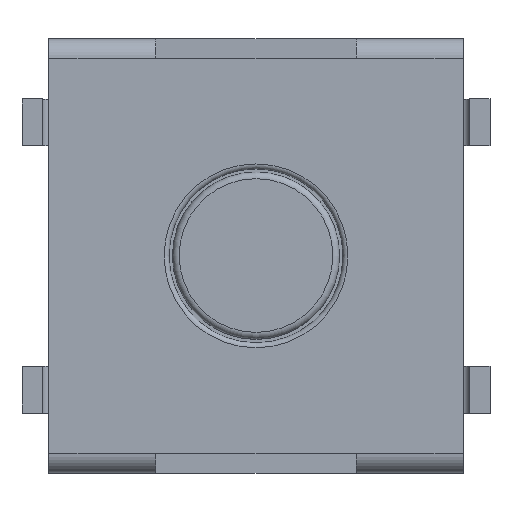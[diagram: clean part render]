
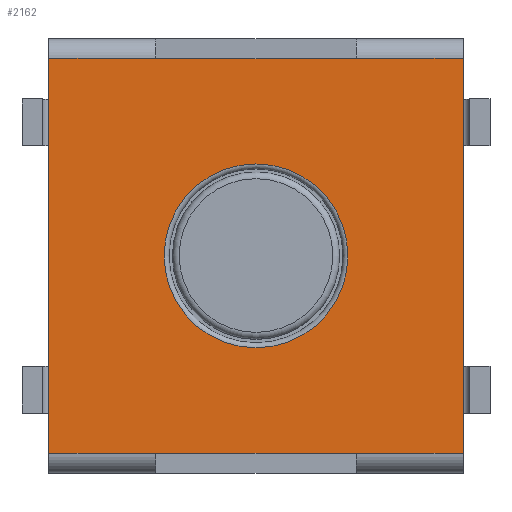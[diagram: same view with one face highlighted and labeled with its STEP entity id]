
A CAD part, top view. The second image highlights one B-rep face of the part: STEP entity #2162.
In plain terms, the highlighted planar face has unit normal (0, 0, 1).
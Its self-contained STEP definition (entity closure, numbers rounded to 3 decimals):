
#1189 = VERTEX_POINT('',#1190);
#1190 = CARTESIAN_POINT('',(3.1,2.953,2.7));
#1197 = EDGE_CURVE('',#1198,#1189,#1200,.T.);
#1198 = VERTEX_POINT('',#1199);
#1199 = CARTESIAN_POINT('',(3.1,-2.953,2.7));
#1200 = LINE('',#1201,#1202);
#1201 = CARTESIAN_POINT('',(3.1,2.95,2.7));
#1202 = VECTOR('',#1203,1.);
#1203 = DIRECTION('',(0.,1.,0.));
#1676 = VERTEX_POINT('',#1677);
#1677 = CARTESIAN_POINT('',(-3.1,-2.953,2.7));
#1684 = EDGE_CURVE('',#1685,#1676,#1687,.T.);
#1685 = VERTEX_POINT('',#1686);
#1686 = CARTESIAN_POINT('',(-3.1,2.953,2.7));
#1687 = LINE('',#1688,#1689);
#1688 = CARTESIAN_POINT('',(-3.1,-2.95,2.7));
#1689 = VECTOR('',#1690,1.);
#1690 = DIRECTION('',(0.,-1.,0.));
#2117 = VERTEX_POINT('',#2118);
#2118 = CARTESIAN_POINT('',(1.5,-2.953,2.7));
#2127 = EDGE_CURVE('',#2117,#1198,#2128,.T.);
#2128 = LINE('',#2129,#2130);
#2129 = CARTESIAN_POINT('',(1.5,-2.953,2.7));
#2130 = VECTOR('',#2131,1.);
#2131 = DIRECTION('',(1.,0.,0.));
#2142 = VERTEX_POINT('',#2143);
#2143 = CARTESIAN_POINT('',(1.5,2.953,2.7));
#2152 = EDGE_CURVE('',#2142,#1189,#2153,.T.);
#2153 = LINE('',#2154,#2155);
#2154 = CARTESIAN_POINT('',(1.5,2.953,2.7));
#2155 = VECTOR('',#2156,1.);
#2156 = DIRECTION('',(1.,0.,0.));
#2162 = ADVANCED_FACE('',(#2163,#2229),#2240,.T.);
#2163 = FACE_BOUND('',#2164,.T.);
#2164 = EDGE_LOOP('',(#2165,#2166,#2167,#2175,#2183,#2191,#2197,#2198,
#2206,#2214,#2222,#2228));
#2165 = ORIENTED_EDGE('',*,*,#1197,.T.);
#2166 = ORIENTED_EDGE('',*,*,#2152,.F.);
#2167 = ORIENTED_EDGE('',*,*,#2168,.F.);
#2168 = EDGE_CURVE('',#2169,#2142,#2171,.T.);
#2169 = VERTEX_POINT('',#2170);
#2170 = CARTESIAN_POINT('',(1.5,2.95,2.7));
#2171 = LINE('',#2172,#2173);
#2172 = CARTESIAN_POINT('',(1.5,2.95,2.7));
#2173 = VECTOR('',#2174,1.);
#2174 = DIRECTION('',(0.,1.,0.));
#2175 = ORIENTED_EDGE('',*,*,#2176,.T.);
#2176 = EDGE_CURVE('',#2169,#2177,#2179,.T.);
#2177 = VERTEX_POINT('',#2178);
#2178 = CARTESIAN_POINT('',(-1.5,2.95,2.7));
#2179 = LINE('',#2180,#2181);
#2180 = CARTESIAN_POINT('',(3.1,2.95,2.7));
#2181 = VECTOR('',#2182,1.);
#2182 = DIRECTION('',(-1.,0.,0.));
#2183 = ORIENTED_EDGE('',*,*,#2184,.T.);
#2184 = EDGE_CURVE('',#2177,#2185,#2187,.T.);
#2185 = VERTEX_POINT('',#2186);
#2186 = CARTESIAN_POINT('',(-1.5,2.953,2.7));
#2187 = LINE('',#2188,#2189);
#2188 = CARTESIAN_POINT('',(-1.5,2.95,2.7));
#2189 = VECTOR('',#2190,1.);
#2190 = DIRECTION('',(0.,1.,0.));
#2191 = ORIENTED_EDGE('',*,*,#2192,.F.);
#2192 = EDGE_CURVE('',#1685,#2185,#2193,.T.);
#2193 = LINE('',#2194,#2195);
#2194 = CARTESIAN_POINT('',(-3.1,2.953,2.7));
#2195 = VECTOR('',#2196,1.);
#2196 = DIRECTION('',(1.,0.,0.));
#2197 = ORIENTED_EDGE('',*,*,#1684,.T.);
#2198 = ORIENTED_EDGE('',*,*,#2199,.T.);
#2199 = EDGE_CURVE('',#1676,#2200,#2202,.T.);
#2200 = VERTEX_POINT('',#2201);
#2201 = CARTESIAN_POINT('',(-1.5,-2.953,2.7));
#2202 = LINE('',#2203,#2204);
#2203 = CARTESIAN_POINT('',(-3.1,-2.953,2.7));
#2204 = VECTOR('',#2205,1.);
#2205 = DIRECTION('',(1.,0.,0.));
#2206 = ORIENTED_EDGE('',*,*,#2207,.F.);
#2207 = EDGE_CURVE('',#2208,#2200,#2210,.T.);
#2208 = VERTEX_POINT('',#2209);
#2209 = CARTESIAN_POINT('',(-1.5,-2.95,2.7));
#2210 = LINE('',#2211,#2212);
#2211 = CARTESIAN_POINT('',(-1.5,-2.95,2.7));
#2212 = VECTOR('',#2213,1.);
#2213 = DIRECTION('',(0.,-1.,0.));
#2214 = ORIENTED_EDGE('',*,*,#2215,.T.);
#2215 = EDGE_CURVE('',#2208,#2216,#2218,.T.);
#2216 = VERTEX_POINT('',#2217);
#2217 = CARTESIAN_POINT('',(1.5,-2.95,2.7));
#2218 = LINE('',#2219,#2220);
#2219 = CARTESIAN_POINT('',(-3.1,-2.95,2.7));
#2220 = VECTOR('',#2221,1.);
#2221 = DIRECTION('',(1.,0.,0.));
#2222 = ORIENTED_EDGE('',*,*,#2223,.T.);
#2223 = EDGE_CURVE('',#2216,#2117,#2224,.T.);
#2224 = LINE('',#2225,#2226);
#2225 = CARTESIAN_POINT('',(1.5,-2.95,2.7));
#2226 = VECTOR('',#2227,1.);
#2227 = DIRECTION('',(0.,-1.,0.));
#2228 = ORIENTED_EDGE('',*,*,#2127,.T.);
#2229 = FACE_BOUND('',#2230,.T.);
#2230 = EDGE_LOOP('',(#2231));
#2231 = ORIENTED_EDGE('',*,*,#2232,.T.);
#2232 = EDGE_CURVE('',#2233,#2233,#2235,.T.);
#2233 = VERTEX_POINT('',#2234);
#2234 = CARTESIAN_POINT('',(0.,1.375,2.7));
#2235 = CIRCLE('',#2236,1.375);
#2236 = AXIS2_PLACEMENT_3D('',#2237,#2238,#2239);
#2237 = CARTESIAN_POINT('',(0.,0.,2.7));
#2238 = DIRECTION('',(0.,0.,-1.));
#2239 = DIRECTION('',(0.,1.,0.));
#2240 = PLANE('',#2241);
#2241 = AXIS2_PLACEMENT_3D('',#2242,#2243,#2244);
#2242 = CARTESIAN_POINT('',(0.,0.,
2.7));
#2243 = DIRECTION('',(0.,0.,1.));
#2244 = DIRECTION('',(0.,1.,0.));
